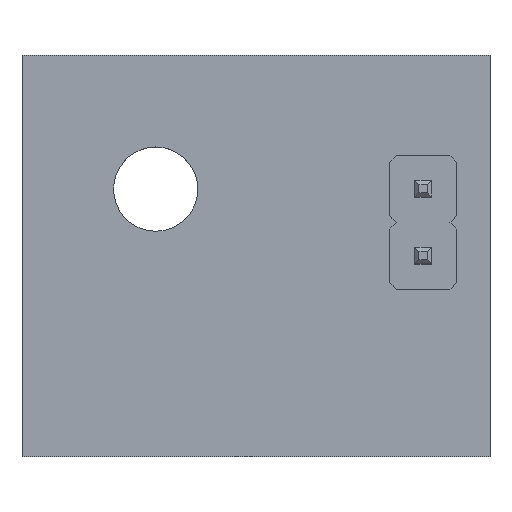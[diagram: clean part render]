
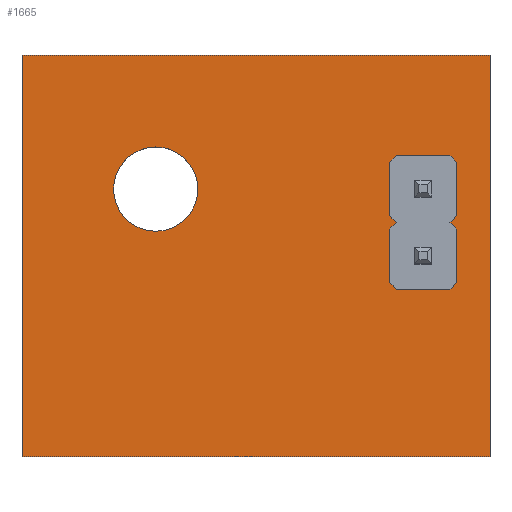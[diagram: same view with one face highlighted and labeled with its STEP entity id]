
A CAD part, top view. The second image highlights one B-rep face of the part: STEP entity #1665.
In plain terms, the highlighted planar face has unit normal (0, 0, 1).
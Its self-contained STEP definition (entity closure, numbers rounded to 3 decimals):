
#1520 = VERTEX_POINT('',#1521);
#1521 = CARTESIAN_POINT('',(139.7,-78.74,1.6));
#1527 = EDGE_CURVE('',#1520,#1528,#1530,.T.);
#1528 = VERTEX_POINT('',#1529);
#1529 = CARTESIAN_POINT('',(121.92,-78.74,1.6));
#1530 = LINE('',#1531,#1532);
#1531 = CARTESIAN_POINT('',(139.7,-78.74,1.6));
#1532 = VECTOR('',#1533,1.);
#1533 = DIRECTION('',(-1.,0.,0.));
#1560 = VERTEX_POINT('',#1561);
#1561 = CARTESIAN_POINT('',(139.7,-63.5,1.6));
#1567 = EDGE_CURVE('',#1560,#1520,#1568,.T.);
#1568 = LINE('',#1569,#1570);
#1569 = CARTESIAN_POINT('',(139.7,-63.5,1.6));
#1570 = VECTOR('',#1571,1.);
#1571 = DIRECTION('',(0.,-1.,0.));
#1589 = EDGE_CURVE('',#1528,#1590,#1592,.T.);
#1590 = VERTEX_POINT('',#1591);
#1591 = CARTESIAN_POINT('',(121.92,-63.5,1.6));
#1592 = LINE('',#1593,#1594);
#1593 = CARTESIAN_POINT('',(121.92,-78.74,1.6));
#1594 = VECTOR('',#1595,1.);
#1595 = DIRECTION('',(0.,1.,0.));
#1665 = ADVANCED_FACE('',(#1666,#1677,#1688,#1699),#1710,.F.);
#1666 = FACE_BOUND('',#1667,.F.);
#1667 = EDGE_LOOP('',(#1668,#1669,#1670,#1676));
#1668 = ORIENTED_EDGE('',*,*,#1527,.T.);
#1669 = ORIENTED_EDGE('',*,*,#1589,.T.);
#1670 = ORIENTED_EDGE('',*,*,#1671,.T.);
#1671 = EDGE_CURVE('',#1590,#1560,#1672,.T.);
#1672 = LINE('',#1673,#1674);
#1673 = CARTESIAN_POINT('',(121.92,-63.5,1.6));
#1674 = VECTOR('',#1675,1.);
#1675 = DIRECTION('',(1.,0.,0.));
#1676 = ORIENTED_EDGE('',*,*,#1567,.T.);
#1677 = FACE_BOUND('',#1678,.F.);
#1678 = EDGE_LOOP('',(#1679));
#1679 = ORIENTED_EDGE('',*,*,#1680,.F.);
#1680 = EDGE_CURVE('',#1681,#1681,#1683,.T.);
#1681 = VERTEX_POINT('',#1682);
#1682 = CARTESIAN_POINT('',(137.16,-71.62,1.6));
#1683 = CIRCLE('',#1684,0.5);
#1684 = AXIS2_PLACEMENT_3D('',#1685,#1686,#1687);
#1685 = CARTESIAN_POINT('',(137.16,-71.12,1.6));
#1686 = DIRECTION('',(-0.,0.,-1.));
#1687 = DIRECTION('',(-0.,-1.,0.));
#1688 = FACE_BOUND('',#1689,.F.);
#1689 = EDGE_LOOP('',(#1690));
#1690 = ORIENTED_EDGE('',*,*,#1691,.F.);
#1691 = EDGE_CURVE('',#1692,#1692,#1694,.T.);
#1692 = VERTEX_POINT('',#1693);
#1693 = CARTESIAN_POINT('',(137.16,-69.08,1.6));
#1694 = CIRCLE('',#1695,0.5);
#1695 = AXIS2_PLACEMENT_3D('',#1696,#1697,#1698);
#1696 = CARTESIAN_POINT('',(137.16,-68.58,1.6));
#1697 = DIRECTION('',(-0.,0.,-1.));
#1698 = DIRECTION('',(-0.,-1.,0.));
#1699 = FACE_BOUND('',#1700,.F.);
#1700 = EDGE_LOOP('',(#1701));
#1701 = ORIENTED_EDGE('',*,*,#1702,.F.);
#1702 = EDGE_CURVE('',#1703,#1703,#1705,.T.);
#1703 = VERTEX_POINT('',#1704);
#1704 = CARTESIAN_POINT('',(127.,-70.18,1.6));
#1705 = CIRCLE('',#1706,1.6);
#1706 = AXIS2_PLACEMENT_3D('',#1707,#1708,#1709);
#1707 = CARTESIAN_POINT('',(127.,-68.58,1.6));
#1708 = DIRECTION('',(-0.,0.,-1.));
#1709 = DIRECTION('',(-0.,-1.,0.));
#1710 = PLANE('',#1711);
#1711 = AXIS2_PLACEMENT_3D('',#1712,#1713,#1714);
#1712 = CARTESIAN_POINT('',(130.81,-71.12,1.6));
#1713 = DIRECTION('',(-0.,-0.,-1.));
#1714 = DIRECTION('',(-1.,0.,0.));
